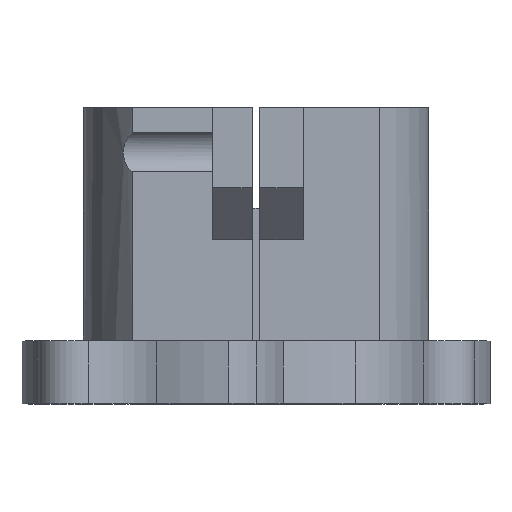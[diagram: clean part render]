
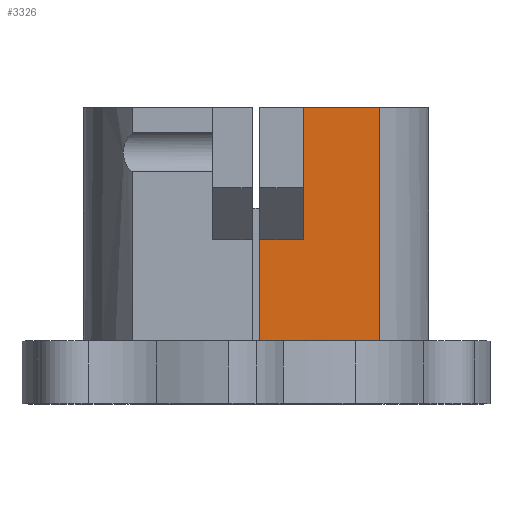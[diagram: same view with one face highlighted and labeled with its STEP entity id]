
A CAD part, top view. The second image highlights one B-rep face of the part: STEP entity #3326.
In plain terms, the highlighted planar face has unit normal (0, 0, 1).
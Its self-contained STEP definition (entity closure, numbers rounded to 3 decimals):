
#2092=CARTESIAN_POINT('',(15.711,73.,15.4));
#2093=VERTEX_POINT('',#2092);
#2101=CARTESIAN_POINT('',(0.5,73.,15.4));
#2102=VERTEX_POINT('',#2101);
#2103=CARTESIAN_POINT('',(0.5,73.,15.4));
#2104=DIRECTION('',(1.,0.,-0.));
#2105=VECTOR('',#2104,15.211);
#2106=LINE('',#2103,#2105);
#2107=EDGE_CURVE('',#2102,#2093,#2106,.T.);
#2750=CARTESIAN_POINT('',(6.,102.781,15.4));
#2751=VERTEX_POINT('',#2750);
#3064=CARTESIAN_POINT('',(0.5,93.9,15.4));
#3065=VERTEX_POINT('',#3064);
#3072=CARTESIAN_POINT('',(6.,93.9,15.4));
#3073=VERTEX_POINT('',#3072);
#3074=CARTESIAN_POINT('',(6.,93.9,15.4));
#3075=DIRECTION('',(-1.,-0.,-0.));
#3076=VECTOR('',#3075,5.5);
#3077=LINE('',#3074,#3076);
#3078=EDGE_CURVE('',#3073,#3065,#3077,.T.);
#3104=CARTESIAN_POINT('',(6.,102.781,15.4));
#3105=DIRECTION('',(0.,-1.,0.));
#3106=VECTOR('',#3105,8.881);
#3107=LINE('',#3104,#3106);
#3108=EDGE_CURVE('',#2751,#3073,#3107,.T.);
#3122=CARTESIAN_POINT('',(6.,110.7,15.4));
#3123=VERTEX_POINT('',#3122);
#3124=CARTESIAN_POINT('',(6.,110.7,15.4));
#3125=DIRECTION('',(0.,-1.,0.));
#3126=VECTOR('',#3125,7.919);
#3127=LINE('',#3124,#3126);
#3128=EDGE_CURVE('',#3123,#2751,#3127,.T.);
#3146=CARTESIAN_POINT('',(15.711,110.7,15.4));
#3147=VERTEX_POINT('',#3146);
#3148=CARTESIAN_POINT('',(6.,110.7,15.4));
#3149=DIRECTION('',(1.,0.,0.));
#3150=VECTOR('',#3149,9.711);
#3151=LINE('',#3148,#3150);
#3152=EDGE_CURVE('',#3123,#3147,#3151,.T.);
#3280=CARTESIAN_POINT('',(15.711,81.,15.4));
#3281=VERTEX_POINT('',#3280);
#3282=CARTESIAN_POINT('',(15.711,110.7,15.4));
#3283=DIRECTION('',(0.,-1.,0.));
#3284=VECTOR('',#3283,29.7);
#3285=LINE('',#3282,#3284);
#3286=EDGE_CURVE('',#3147,#3281,#3285,.T.);
#3301=CARTESIAN_POINT('',(12.7,79.,15.4));
#3302=DIRECTION('',(-0.,0.,1.));
#3303=DIRECTION('',(1.,0.,0.));
#3304=AXIS2_PLACEMENT_3D('',#3301,#3302,#3303);
#3305=PLANE('',#3304);
#3306=CARTESIAN_POINT('',(0.5,73.,15.4));
#3307=DIRECTION('',(-0.,1.,-0.));
#3308=VECTOR('',#3307,20.9);
#3309=LINE('',#3306,#3308);
#3310=EDGE_CURVE('',#2102,#3065,#3309,.T.);
#3311=ORIENTED_EDGE('',*,*,#3310,.F.);
#3312=ORIENTED_EDGE('',*,*,#2107,.T.);
#3313=CARTESIAN_POINT('',(15.711,73.,15.4));
#3314=DIRECTION('',(-0.,1.,-0.));
#3315=VECTOR('',#3314,8.);
#3316=LINE('',#3313,#3315);
#3317=EDGE_CURVE('',#2093,#3281,#3316,.T.);
#3318=ORIENTED_EDGE('',*,*,#3317,.T.);
#3319=ORIENTED_EDGE('',*,*,#3286,.F.);
#3320=ORIENTED_EDGE('',*,*,#3152,.F.);
#3321=ORIENTED_EDGE('',*,*,#3128,.T.);
#3322=ORIENTED_EDGE('',*,*,#3108,.T.);
#3323=ORIENTED_EDGE('',*,*,#3078,.T.);
#3324=EDGE_LOOP('',(#3311,#3312,#3318,#3319,#3320,#3321,#3322,#3323));
#3325=FACE_BOUND('',#3324,.T.);
#3326=ADVANCED_FACE('',(#3325),#3305,.T.);
